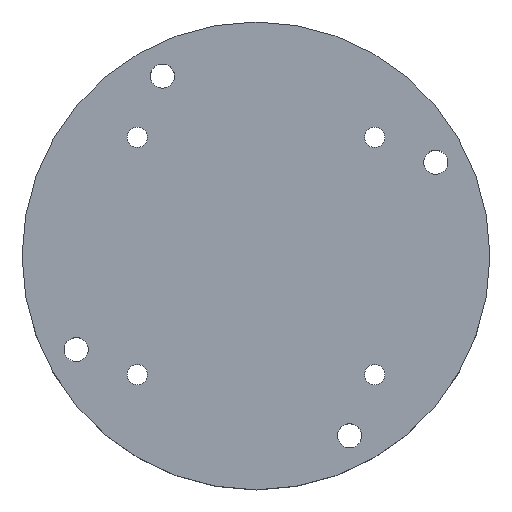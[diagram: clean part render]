
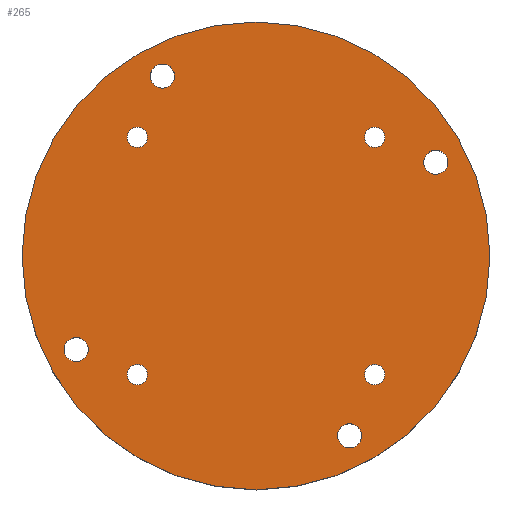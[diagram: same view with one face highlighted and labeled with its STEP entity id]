
A CAD part, top view. The second image highlights one B-rep face of the part: STEP entity #265.
In plain terms, the highlighted planar face has unit normal (0, 0, 1).
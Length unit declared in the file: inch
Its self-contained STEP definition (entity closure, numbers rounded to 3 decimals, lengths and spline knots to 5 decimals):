
#23=FACE_BOUND('',#63,.T.);
#24=FACE_BOUND('',#64,.T.);
#25=FACE_BOUND('',#65,.T.);
#26=FACE_BOUND('',#66,.T.);
#27=FACE_BOUND('',#67,.T.);
#28=FACE_BOUND('',#68,.T.);
#29=FACE_BOUND('',#69,.T.);
#30=FACE_BOUND('',#70,.T.);
#32=PLANE('',#322);
#43=FACE_OUTER_BOUND('',#62,.T.);
#62=EDGE_LOOP('',(#233));
#63=EDGE_LOOP('',(#234));
#64=EDGE_LOOP('',(#235,#236));
#65=EDGE_LOOP('',(#237));
#66=EDGE_LOOP('',(#238,#239));
#67=EDGE_LOOP('',(#240));
#68=EDGE_LOOP('',(#241,#242));
#69=EDGE_LOOP('',(#243,#244));
#70=EDGE_LOOP('',(#245));
#91=CIRCLE('',#289,0.08138);
#92=CIRCLE('',#291,0.09679);
#93=CIRCLE('',#292,0.09679);
#97=CIRCLE('',#297,0.08138);
#98=CIRCLE('',#299,0.09679);
#99=CIRCLE('',#300,0.09679);
#103=CIRCLE('',#305,0.08138);
#104=CIRCLE('',#307,0.09679);
#105=CIRCLE('',#308,0.09679);
#107=CIRCLE('',#311,0.09679);
#108=CIRCLE('',#312,0.09679);
#112=CIRCLE('',#317,0.08138);
#113=CIRCLE('',#319,1.875);
#117=VERTEX_POINT('',#414);
#118=VERTEX_POINT('',#418);
#119=VERTEX_POINT('',#419);
#123=VERTEX_POINT('',#430);
#124=VERTEX_POINT('',#434);
#125=VERTEX_POINT('',#435);
#129=VERTEX_POINT('',#446);
#130=VERTEX_POINT('',#450);
#131=VERTEX_POINT('',#451);
#133=VERTEX_POINT('',#458);
#134=VERTEX_POINT('',#459);
#138=VERTEX_POINT('',#470);
#139=VERTEX_POINT('',#474);
#144=EDGE_CURVE('',#117,#117,#91,.T.);
#145=EDGE_CURVE('',#118,#119,#92,.T.);
#146=EDGE_CURVE('',#119,#118,#93,.T.);
#152=EDGE_CURVE('',#123,#123,#97,.T.);
#153=EDGE_CURVE('',#124,#125,#98,.T.);
#154=EDGE_CURVE('',#125,#124,#99,.T.);
#160=EDGE_CURVE('',#129,#129,#103,.T.);
#161=EDGE_CURVE('',#130,#131,#104,.T.);
#162=EDGE_CURVE('',#131,#130,#105,.T.);
#165=EDGE_CURVE('',#133,#134,#107,.T.);
#166=EDGE_CURVE('',#134,#133,#108,.T.);
#172=EDGE_CURVE('',#138,#138,#112,.T.);
#173=EDGE_CURVE('',#139,#139,#113,.T.);
#233=ORIENTED_EDGE('',*,*,#173,.T.);
#234=ORIENTED_EDGE('',*,*,#144,.T.);
#235=ORIENTED_EDGE('',*,*,#145,.T.);
#236=ORIENTED_EDGE('',*,*,#146,.T.);
#237=ORIENTED_EDGE('',*,*,#152,.T.);
#238=ORIENTED_EDGE('',*,*,#153,.T.);
#239=ORIENTED_EDGE('',*,*,#154,.T.);
#240=ORIENTED_EDGE('',*,*,#160,.T.);
#241=ORIENTED_EDGE('',*,*,#161,.T.);
#242=ORIENTED_EDGE('',*,*,#162,.T.);
#243=ORIENTED_EDGE('',*,*,#165,.T.);
#244=ORIENTED_EDGE('',*,*,#166,.T.);
#245=ORIENTED_EDGE('',*,*,#172,.T.);
#265=ADVANCED_FACE('',(#43,#23,#24,#25,#26,#27,#28,#29,#30),#32,.T.);
#289=AXIS2_PLACEMENT_3D('',#416,#332,#333);
#291=AXIS2_PLACEMENT_3D('',#420,#336,#337);
#292=AXIS2_PLACEMENT_3D('',#421,#338,#339);
#297=AXIS2_PLACEMENT_3D('',#432,#350,#351);
#299=AXIS2_PLACEMENT_3D('',#436,#354,#355);
#300=AXIS2_PLACEMENT_3D('',#437,#356,#357);
#305=AXIS2_PLACEMENT_3D('',#448,#368,#369);
#307=AXIS2_PLACEMENT_3D('',#452,#372,#373);
#308=AXIS2_PLACEMENT_3D('',#453,#374,#375);
#311=AXIS2_PLACEMENT_3D('',#460,#381,#382);
#312=AXIS2_PLACEMENT_3D('',#461,#383,#384);
#317=AXIS2_PLACEMENT_3D('',#472,#395,#396);
#319=AXIS2_PLACEMENT_3D('',#475,#399,#400);
#322=AXIS2_PLACEMENT_3D('',#480,#406,#407);
#332=DIRECTION('center_axis',(0.,0.,-1.));
#333=DIRECTION('ref_axis',(0.,1.,0.));
#336=DIRECTION('center_axis',(0.,0.,-1.));
#337=DIRECTION('ref_axis',(0.,-1.,0.));
#338=DIRECTION('center_axis',(0.,0.,-1.));
#339=DIRECTION('ref_axis',(0.,-1.,0.));
#350=DIRECTION('center_axis',(0.,0.,-1.));
#351=DIRECTION('ref_axis',(1.,0.,0.));
#354=DIRECTION('center_axis',(0.,0.,-1.));
#355=DIRECTION('ref_axis',(-1.,0.,0.));
#356=DIRECTION('center_axis',(0.,0.,-1.));
#357=DIRECTION('ref_axis',(-1.,0.,0.));
#368=DIRECTION('center_axis',(0.,0.,-1.));
#369=DIRECTION('ref_axis',(0.,-1.,0.));
#372=DIRECTION('center_axis',(0.,0.,-1.));
#373=DIRECTION('ref_axis',(0.,1.,0.));
#374=DIRECTION('center_axis',(0.,0.,-1.));
#375=DIRECTION('ref_axis',(0.,1.,0.));
#381=DIRECTION('center_axis',(0.,0.,-1.));
#382=DIRECTION('ref_axis',(1.,0.,0.));
#383=DIRECTION('center_axis',(0.,0.,-1.));
#384=DIRECTION('ref_axis',(1.,0.,0.));
#395=DIRECTION('center_axis',(0.,0.,-1.));
#396=DIRECTION('ref_axis',(-1.,0.,0.));
#399=DIRECTION('center_axis',(0.,0.,1.));
#400=DIRECTION('ref_axis',(-1.,0.,0.));
#406=DIRECTION('center_axis',(0.,0.,1.));
#407=DIRECTION('ref_axis',(1.,0.,0.));
#414=CARTESIAN_POINT('',(-0.951,0.86962,0.81));
#416=CARTESIAN_POINT('Origin',(-0.951,0.951,0.81));
#418=CARTESIAN_POINT('',(-0.75034,1.3446,0.81));
#419=CARTESIAN_POINT('',(-0.75034,1.53818,0.81));
#420=CARTESIAN_POINT('Origin',(-0.75034,1.44139,0.81));
#421=CARTESIAN_POINT('Origin',(-0.75034,1.44139,0.81));
#430=CARTESIAN_POINT('',(0.86962,0.951,0.81));
#432=CARTESIAN_POINT('Origin',(0.951,0.951,0.81));
#434=CARTESIAN_POINT('',(1.3446,0.75034,0.81));
#435=CARTESIAN_POINT('',(1.53818,0.75034,0.81));
#436=CARTESIAN_POINT('Origin',(1.44139,0.75034,0.81));
#437=CARTESIAN_POINT('Origin',(1.44139,0.75034,0.81));
#446=CARTESIAN_POINT('',(0.951,-0.86962,0.81));
#448=CARTESIAN_POINT('Origin',(0.951,-0.951,0.81));
#450=CARTESIAN_POINT('',(0.75034,-1.3446,0.81));
#451=CARTESIAN_POINT('',(0.75034,-1.53818,0.81));
#452=CARTESIAN_POINT('Origin',(0.75034,-1.44139,0.81));
#453=CARTESIAN_POINT('Origin',(0.75034,-1.44139,0.81));
#458=CARTESIAN_POINT('',(-1.3446,-0.75034,0.81));
#459=CARTESIAN_POINT('',(-1.53818,-0.75034,0.81));
#460=CARTESIAN_POINT('Origin',(-1.44139,-0.75034,0.81));
#461=CARTESIAN_POINT('Origin',(-1.44139,-0.75034,0.81));
#470=CARTESIAN_POINT('',(-0.86962,-0.951,0.81));
#472=CARTESIAN_POINT('Origin',(-0.951,-0.951,0.81));
#474=CARTESIAN_POINT('',(1.875,0.,0.81));
#475=CARTESIAN_POINT('Origin',(0.,0.,0.81));
#480=CARTESIAN_POINT('Origin',(0.,0.,0.81));
